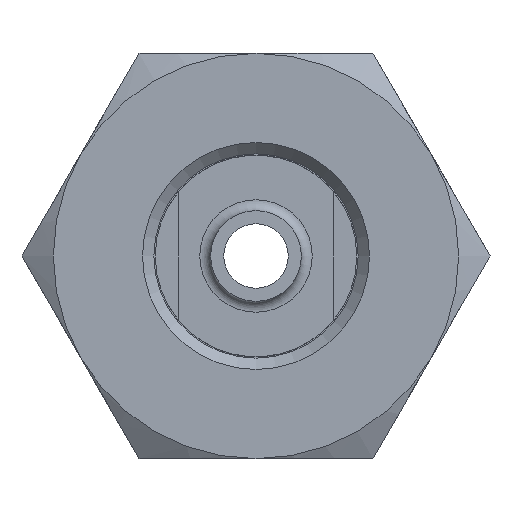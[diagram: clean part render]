
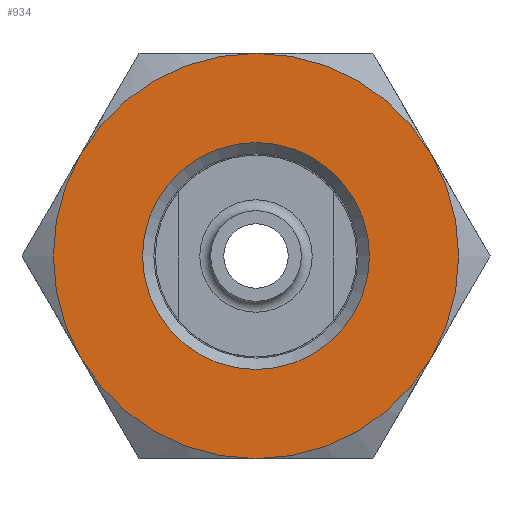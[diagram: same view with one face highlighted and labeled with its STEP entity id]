
A CAD part, left-side view. The second image highlights one B-rep face of the part: STEP entity #934.
In plain terms, the highlighted planar face has unit normal (-1, 0, 0).
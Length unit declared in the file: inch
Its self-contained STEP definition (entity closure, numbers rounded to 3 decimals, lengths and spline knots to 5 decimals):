
#255 = CIRCLE ( 'NONE', #1336, 0.5625 ) ;
#296 = ORIENTED_EDGE ( 'NONE', *, *, #7049, .F. ) ;
#305 = VERTEX_POINT ( 'NONE', #2104 ) ;
#366 = AXIS2_PLACEMENT_3D ( 'NONE', #12497, #610, #10592 ) ;
#439 = FACE_OUTER_BOUND ( 'NONE', #4855, .T. ) ;
#573 = VERTEX_POINT ( 'NONE', #2449 ) ;
#574 = CARTESIAN_POINT ( 'NONE',  ( -1.1325, 0., 0. ) ) ;
#610 = DIRECTION ( 'NONE',  ( 1., 0., 0. ) ) ;
#674 = DIRECTION ( 'NONE',  ( 1., 0., 0. ) ) ;
#934 = ADVANCED_FACE ( 'NONE', ( #2139, #439 ), #12064, .T. ) ;
#941 = AXIS2_PLACEMENT_3D ( 'NONE', #1663, #674, #6560 ) ;
#1125 = DIRECTION ( 'NONE',  ( 0., -1., 0. ) ) ;
#1232 = DIRECTION ( 'NONE',  ( 1., 0., 0. ) ) ;
#1239 = CARTESIAN_POINT ( 'NONE',  ( -1.1325, 0., 0. ) ) ;
#1245 = AXIS2_PLACEMENT_3D ( 'NONE', #1259, #5034, #1125 ) ;
#1259 = CARTESIAN_POINT ( 'NONE',  ( -1.1325, 0.315, 0. ) ) ;
#1336 = AXIS2_PLACEMENT_3D ( 'NONE', #8663, #9611, #1731 ) ;
#1663 = CARTESIAN_POINT ( 'NONE',  ( -1.1325, 0., 0. ) ) ;
#1691 = EDGE_CURVE ( 'NONE', #1938, #573, #3390, .T. ) ;
#1731 = DIRECTION ( 'NONE',  ( 0., 1., 0. ) ) ;
#1830 = VERTEX_POINT ( 'NONE', #9535 ) ;
#1938 = VERTEX_POINT ( 'NONE', #7503 ) ;
#1949 = ORIENTED_EDGE ( 'NONE', *, *, #9198, .F. ) ;
#2104 = CARTESIAN_POINT ( 'NONE',  ( -1.1325, -0.48714, -0.28125 ) ) ;
#2139 = FACE_BOUND ( 'NONE', #6211, .T. ) ;
#2449 = CARTESIAN_POINT ( 'NONE',  ( -1.1325, 0.48714, 0.28125 ) ) ;
#3390 = CIRCLE ( 'NONE', #7379, 0.5625 ) ;
#3625 = AXIS2_PLACEMENT_3D ( 'NONE', #1239, #4247, #11144 ) ;
#3919 = EDGE_CURVE ( 'NONE', #5727, #1938, #8926, .T. ) ;
#4247 = DIRECTION ( 'NONE',  ( 1., 0., 0. ) ) ;
#4609 = ORIENTED_EDGE ( 'NONE', *, *, #10783, .T. ) ;
#4855 = EDGE_LOOP ( 'NONE', ( #296, #10587, #6308, #7897, #7488, #1949 ) ) ;
#5034 = DIRECTION ( 'NONE',  ( -1., 0., 0. ) ) ;
#5352 = CIRCLE ( 'NONE', #941, 0.315 ) ;
#5619 = CARTESIAN_POINT ( 'NONE',  ( -1.1325, 0., -0.5625 ) ) ;
#5727 = VERTEX_POINT ( 'NONE', #5619 ) ;
#5792 = VERTEX_POINT ( 'NONE', #10782 ) ;
#5807 = CIRCLE ( 'NONE', #3625, 0.5625 ) ;
#6211 = EDGE_LOOP ( 'NONE', ( #4609 ) ) ;
#6308 = ORIENTED_EDGE ( 'NONE', *, *, #3919, .F. ) ;
#6560 = DIRECTION ( 'NONE',  ( 0., 1., 0. ) ) ;
#6916 = AXIS2_PLACEMENT_3D ( 'NONE', #574, #9520, #12422 ) ;
#7049 = EDGE_CURVE ( 'NONE', #573, #8279, #255, .T. ) ;
#7379 = AXIS2_PLACEMENT_3D ( 'NONE', #12083, #1232, #12129 ) ;
#7488 = ORIENTED_EDGE ( 'NONE', *, *, #8596, .F. ) ;
#7503 = CARTESIAN_POINT ( 'NONE',  ( -1.1325, 0.48714, -0.28125 ) ) ;
#7897 = ORIENTED_EDGE ( 'NONE', *, *, #10528, .F. ) ;
#8279 = VERTEX_POINT ( 'NONE', #11909 ) ;
#8596 = EDGE_CURVE ( 'NONE', #1830, #305, #9668, .T. ) ;
#8663 = CARTESIAN_POINT ( 'NONE',  ( -1.1325, 0., 0. ) ) ;
#8795 = DIRECTION ( 'NONE',  ( 1., 0., 0. ) ) ;
#8926 = CIRCLE ( 'NONE', #9377, 0.5625 ) ;
#9198 = EDGE_CURVE ( 'NONE', #8279, #1830, #5807, .T. ) ;
#9377 = AXIS2_PLACEMENT_3D ( 'NONE', #9666, #8795, #12646 ) ;
#9520 = DIRECTION ( 'NONE',  ( 1., 0., 0. ) ) ;
#9535 = CARTESIAN_POINT ( 'NONE',  ( -1.1325, -0.48714, 0.28125 ) ) ;
#9611 = DIRECTION ( 'NONE',  ( 1., 0., 0. ) ) ;
#9666 = CARTESIAN_POINT ( 'NONE',  ( -1.1325, 0., 0. ) ) ;
#9668 = CIRCLE ( 'NONE', #366, 0.5625 ) ;
#10528 = EDGE_CURVE ( 'NONE', #305, #5727, #12142, .T. ) ;
#10587 = ORIENTED_EDGE ( 'NONE', *, *, #1691, .F. ) ;
#10592 = DIRECTION ( 'NONE',  ( 0., 1., 0. ) ) ;
#10782 = CARTESIAN_POINT ( 'NONE',  ( -1.1325, 0.315, 0. ) ) ;
#10783 = EDGE_CURVE ( 'NONE', #5792, #5792, #5352, .T. ) ;
#11144 = DIRECTION ( 'NONE',  ( 0., 1., 0. ) ) ;
#11909 = CARTESIAN_POINT ( 'NONE',  ( -1.1325, 0., 0.5625 ) ) ;
#12064 = PLANE ( 'NONE',  #1245 ) ;
#12083 = CARTESIAN_POINT ( 'NONE',  ( -1.1325, 0., 0. ) ) ;
#12129 = DIRECTION ( 'NONE',  ( 0., 1., 0. ) ) ;
#12142 = CIRCLE ( 'NONE', #6916, 0.5625 ) ;
#12422 = DIRECTION ( 'NONE',  ( 0., 1., 0. ) ) ;
#12497 = CARTESIAN_POINT ( 'NONE',  ( -1.1325, 0., 0. ) ) ;
#12646 = DIRECTION ( 'NONE',  ( 0., 1., 0. ) ) ;
